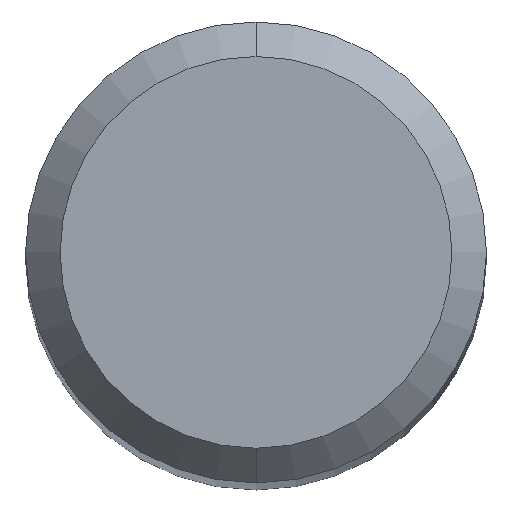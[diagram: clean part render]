
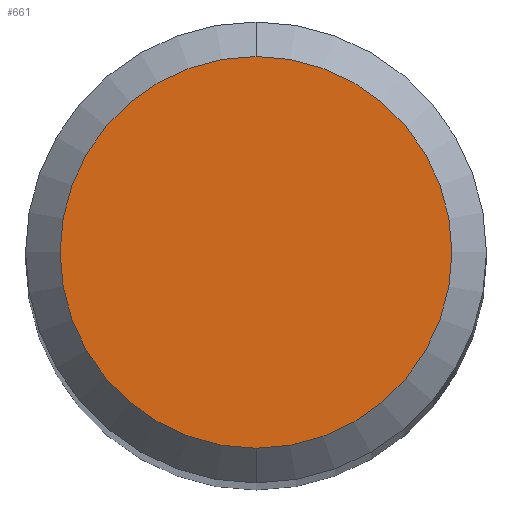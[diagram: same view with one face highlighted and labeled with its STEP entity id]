
A CAD part, top view. The second image highlights one B-rep face of the part: STEP entity #661.
In plain terms, the highlighted planar face has unit normal (0, 0, 1).
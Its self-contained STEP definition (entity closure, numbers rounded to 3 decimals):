
#365=EDGE_CURVE('',#809,#637,#1030,.T.);
#637=VERTEX_POINT('',#1323);
#653=EDGE_CURVE('',#637,#809,#1339,.T.);
#661=ADVANCED_FACE('',(#1347),#1348,.T.);
#809=VERTEX_POINT('',#1510);
#1030=CIRCLE('',#1751,1.7);
#1323=CARTESIAN_POINT('',(0.0,1.7,0.0));
#1339=CIRCLE('',#2828,1.7);
#1347=FACE_OUTER_BOUND('',#2847,.T.);
#1348=PLANE('',#2848);
#1510=CARTESIAN_POINT('',(0.,-1.7,0.0));
#1751=AXIS2_PLACEMENT_3D('',#4435,#4436,#4437);
#2828=AXIS2_PLACEMENT_3D('',#4746,#4747,#4748);
#2847=EDGE_LOOP('',(#4753,#4754));
#2848=AXIS2_PLACEMENT_3D('',#4755,#4756,#4757);
#4435=CARTESIAN_POINT('',(0.0,0.0,0.0));
#4436=DIRECTION('',(0.0,0.0,-1.0));
#4437=DIRECTION('',(0.0,1.0,0.0));
#4746=CARTESIAN_POINT('',(0.0,0.0,0.0));
#4747=DIRECTION('',(0.0,0.0,-1.0));
#4748=DIRECTION('',(0.0,1.0,0.0));
#4753=ORIENTED_EDGE('',*,*,#653,.F.);
#4754=ORIENTED_EDGE('',*,*,#365,.F.);
#4755=CARTESIAN_POINT('',(0.0,0.85,0.0));
#4756=DIRECTION('',(-0.0,0.0,1.0));
#4757=DIRECTION('',(0.0,-1.0,0.0));
